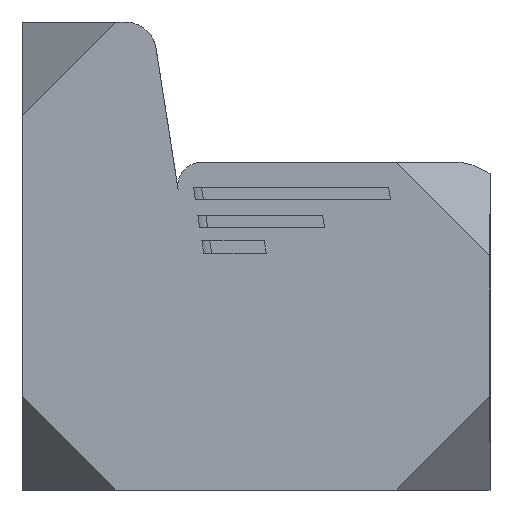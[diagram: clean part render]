
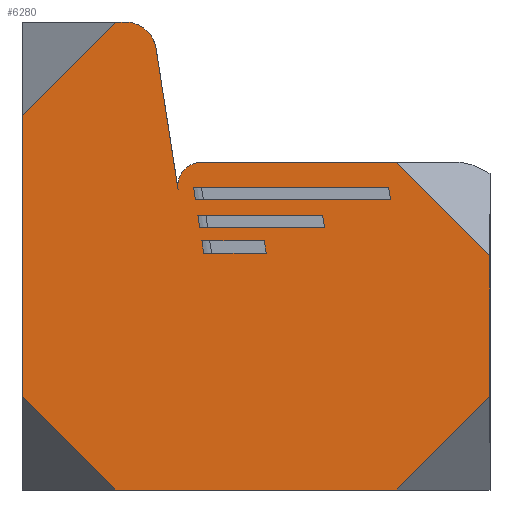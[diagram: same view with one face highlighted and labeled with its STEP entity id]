
A CAD part, left-side view. The second image highlights one B-rep face of the part: STEP entity #6280.
In plain terms, the highlighted planar face has unit normal (-1, 0, 0).
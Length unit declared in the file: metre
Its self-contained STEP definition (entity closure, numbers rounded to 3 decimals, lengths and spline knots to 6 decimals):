
#276=CIRCLE('',#6859,0.002);
#277=CIRCLE('',#6860,0.0015);
#1527=ORIENTED_EDGE('',*,*,#3052,.F.);
#1528=ORIENTED_EDGE('',*,*,#3054,.T.);
#1529=ORIENTED_EDGE('',*,*,#3045,.F.);
#1530=ORIENTED_EDGE('',*,*,#3046,.F.);
#1531=ORIENTED_EDGE('',*,*,#3080,.F.);
#1532=ORIENTED_EDGE('',*,*,#3082,.T.);
#1533=ORIENTED_EDGE('',*,*,#3073,.F.);
#1534=ORIENTED_EDGE('',*,*,#3074,.F.);
#1535=ORIENTED_EDGE('',*,*,#3038,.T.);
#1536=ORIENTED_EDGE('',*,*,#3040,.T.);
#1537=ORIENTED_EDGE('',*,*,#3031,.F.);
#1538=ORIENTED_EDGE('',*,*,#3032,.F.);
#1539=ORIENTED_EDGE('',*,*,#3154,.F.);
#1540=ORIENTED_EDGE('',*,*,#3155,.T.);
#1541=ORIENTED_EDGE('',*,*,#3156,.T.);
#1542=ORIENTED_EDGE('',*,*,#3157,.T.);
#1543=ORIENTED_EDGE('',*,*,#3158,.F.);
#1544=ORIENTED_EDGE('',*,*,#3159,.F.);
#1545=ORIENTED_EDGE('',*,*,#3135,.T.);
#1546=ORIENTED_EDGE('',*,*,#3015,.T.);
#1547=ORIENTED_EDGE('',*,*,#3064,.F.);
#1548=ORIENTED_EDGE('',*,*,#2955,.F.);
#1549=ORIENTED_EDGE('',*,*,#3091,.F.);
#1550=ORIENTED_EDGE('',*,*,#3098,.T.);
#1551=ORIENTED_EDGE('',*,*,#3160,.T.);
#2955=EDGE_CURVE('',#3800,#3802,#4342,.T.);
#3015=EDGE_CURVE('',#3834,#3835,#4394,.T.);
#3031=EDGE_CURVE('',#3849,#3845,#4408,.T.);
#3032=EDGE_CURVE('',#3850,#3849,#4409,.T.);
#3038=EDGE_CURVE('',#3850,#3854,#4414,.T.);
#3040=EDGE_CURVE('',#3854,#3845,#4416,.T.);
#3045=EDGE_CURVE('',#3859,#3855,#4420,.T.);
#3046=EDGE_CURVE('',#3860,#3859,#4421,.T.);
#3052=EDGE_CURVE('',#3864,#3860,#4426,.T.);
#3054=EDGE_CURVE('',#3864,#3855,#4428,.T.);
#3064=EDGE_CURVE('',#3802,#3835,#4436,.T.);
#3073=EDGE_CURVE('',#3876,#3872,#4443,.T.);
#3074=EDGE_CURVE('',#3877,#3876,#4444,.T.);
#3080=EDGE_CURVE('',#3881,#3877,#4449,.T.);
#3082=EDGE_CURVE('',#3881,#3872,#4451,.T.);
#3091=EDGE_CURVE('',#3887,#3800,#4455,.T.);
#3098=EDGE_CURVE('',#3887,#3893,#4462,.T.);
#3135=EDGE_CURVE('',#3920,#3834,#4488,.T.);
#3154=EDGE_CURVE('',#3936,#3937,#4505,.T.);
#3155=EDGE_CURVE('',#3936,#3938,#276,.T.);
#3156=EDGE_CURVE('',#3938,#3939,#4506,.T.);
#3157=EDGE_CURVE('',#3939,#3940,#4507,.T.);
#3158=EDGE_CURVE('',#3941,#3940,#4508,.T.);
#3159=EDGE_CURVE('',#3920,#3941,#4509,.T.);
#3160=EDGE_CURVE('',#3893,#3937,#277,.T.);
#3800=VERTEX_POINT('',#9997);
#3802=VERTEX_POINT('',#10000);
#3834=VERTEX_POINT('',#10133);
#3835=VERTEX_POINT('',#10134);
#3845=VERTEX_POINT('',#10162);
#3849=VERTEX_POINT('',#10169);
#3850=VERTEX_POINT('',#10173);
#3854=VERTEX_POINT('',#10183);
#3855=VERTEX_POINT('',#10190);
#3859=VERTEX_POINT('',#10197);
#3860=VERTEX_POINT('',#10201);
#3864=VERTEX_POINT('',#10211);
#3872=VERTEX_POINT('',#10265);
#3876=VERTEX_POINT('',#10272);
#3877=VERTEX_POINT('',#10276);
#3881=VERTEX_POINT('',#10286);
#3887=VERTEX_POINT('',#10439);
#3893=VERTEX_POINT('',#10454);
#3920=VERTEX_POINT('',#10561);
#3936=VERTEX_POINT('',#10599);
#3937=VERTEX_POINT('',#10600);
#3938=VERTEX_POINT('',#10602);
#3939=VERTEX_POINT('',#10604);
#3940=VERTEX_POINT('',#10606);
#3941=VERTEX_POINT('',#10608);
#4342=LINE('',#9999,#4893);
#4394=LINE('',#10132,#4945);
#4408=LINE('',#10170,#4959);
#4409=LINE('',#10172,#4960);
#4414=LINE('',#10184,#4965);
#4416=LINE('',#10187,#4967);
#4420=LINE('',#10198,#4971);
#4421=LINE('',#10200,#4972);
#4426=LINE('',#10212,#4977);
#4428=LINE('',#10215,#4979);
#4436=LINE('',#10233,#4987);
#4443=LINE('',#10273,#4994);
#4444=LINE('',#10275,#4995);
#4449=LINE('',#10287,#5000);
#4451=LINE('',#10290,#5002);
#4455=LINE('',#10440,#5006);
#4462=LINE('',#10455,#5013);
#4488=LINE('',#10560,#5039);
#4505=LINE('',#10598,#5056);
#4506=LINE('',#10603,#5057);
#4507=LINE('',#10605,#5058);
#4508=LINE('',#10607,#5059);
#4509=LINE('',#10609,#5060);
#4893=VECTOR('',#8037,1.);
#4945=VECTOR('',#8155,1.);
#4959=VECTOR('',#8177,1.);
#4960=VECTOR('',#8180,1.);
#4965=VECTOR('',#8189,1.);
#4967=VECTOR('',#8193,1.);
#4971=VECTOR('',#8201,1.);
#4972=VECTOR('',#8204,1.);
#4977=VECTOR('',#8213,1.);
#4979=VECTOR('',#8217,1.);
#4987=VECTOR('',#8233,1.);
#4994=VECTOR('',#8246,1.);
#4995=VECTOR('',#8249,1.);
#5000=VECTOR('',#8258,1.);
#5002=VECTOR('',#8262,1.);
#5006=VECTOR('',#8274,1.);
#5013=VECTOR('',#8285,1.);
#5039=VECTOR('',#8351,1.);
#5056=VECTOR('',#8378,1.);
#5057=VECTOR('',#8381,1.);
#5058=VECTOR('',#8382,1.);
#5059=VECTOR('',#8383,1.);
#5060=VECTOR('',#8384,1.);
#5448=EDGE_LOOP('',(#1527,#1528,#1529,#1530));
#5449=EDGE_LOOP('',(#1531,#1532,#1533,#1534));
#5450=EDGE_LOOP('',(#1535,#1536,#1537,#1538));
#5451=EDGE_LOOP('',(#1539,#1540,#1541,#1542,#1543,#1544,#1545,#1546,#1547,
#1548,#1549,#1550,#1551));
#5802=FACE_BOUND('',#5448,.T.);
#5803=FACE_BOUND('',#5449,.T.);
#5804=FACE_BOUND('',#5450,.T.);
#5805=FACE_BOUND('',#5451,.T.);
#6031=PLANE('',#6858);
#6280=ADVANCED_FACE('',(#5802,#5803,#5804,#5805),#6031,.T.);
#6858=AXIS2_PLACEMENT_3D('',#10597,#8376,#8377);
#6859=AXIS2_PLACEMENT_3D('',#10601,#8379,#8380);
#6860=AXIS2_PLACEMENT_3D('',#10610,#8385,#8386);
#8037=DIRECTION('',(0.,-1.,0.));
#8155=DIRECTION('',(0.,-0.707,0.707));
#8177=DIRECTION('',(0.,1.,0.));
#8180=DIRECTION('',(0.,0.154,0.988));
#8189=DIRECTION('',(0.,1.,0.));
#8193=DIRECTION('',(0.,0.154,0.988));
#8201=DIRECTION('',(0.,1.,0.));
#8204=DIRECTION('',(0.,0.154,0.988));
#8213=DIRECTION('',(0.,-1.,0.));
#8217=DIRECTION('',(0.,0.154,0.988));
#8233=DIRECTION('',(0.,0.,-1.));
#8246=DIRECTION('',(0.,1.,0.));
#8249=DIRECTION('',(0.,0.154,0.988));
#8258=DIRECTION('',(0.,-1.,0.));
#8262=DIRECTION('',(0.,0.154,0.988));
#8274=DIRECTION('',(0.,-0.707,-0.707));
#8285=DIRECTION('',(0.,1.,0.));
#8351=DIRECTION('',(0.,-1.,0.));
#8376=DIRECTION('',(-1.,0.,0.));
#8377=DIRECTION('',(0.,0.,-1.));
#8378=DIRECTION('',(0.,-0.154,-0.988));
#8379=DIRECTION('',(-1.,0.,0.));
#8380=DIRECTION('',(0.,0.,-1.));
#8381=DIRECTION('',(0.,1.,0.));
#8382=DIRECTION('',(0.,0.707,-0.707));
#8383=DIRECTION('',(0.,0.,1.));
#8384=DIRECTION('',(0.,0.707,0.707));
#8385=DIRECTION('',(-1.,0.,0.));
#8386=DIRECTION('',(0.,0.,-1.));
#9997=CARTESIAN_POINT('',(0.,-0.029928,0.015072));
#9999=CARTESIAN_POINT('',(0.,0.,0.015072));
#10000=CARTESIAN_POINT('',(0.,-0.03,0.015072));
#10132=CARTESIAN_POINT('',(0.,-0.01875,-0.00525));
#10133=CARTESIAN_POINT('',(0.,-0.024,0.));
#10134=CARTESIAN_POINT('',(0.,-0.03,0.006));
#10162=CARTESIAN_POINT('',(0.,-0.010995,0.0194));
#10169=CARTESIAN_POINT('',(0.,-0.0235,0.0194));
#10170=CARTESIAN_POINT('',(0.,0.,0.0194));
#10172=CARTESIAN_POINT('',(0.,-0.025897,0.004043));
#10173=CARTESIAN_POINT('',(0.,-0.023625,0.0186));
#10183=CARTESIAN_POINT('',(0.,-0.01112,0.0186));
#10184=CARTESIAN_POINT('',(0.,0.,0.0186));
#10187=CARTESIAN_POINT('',(0.,-0.01369,0.002137));
#10190=CARTESIAN_POINT('',(0.,-0.011529,0.015979));
#10197=CARTESIAN_POINT('',(0.,-0.015529,0.015979));
#10198=CARTESIAN_POINT('',(0.,0.,0.015979));
#10200=CARTESIAN_POINT('',(0.,-0.017595,0.002747));
#10201=CARTESIAN_POINT('',(0.,-0.015654,0.015179));
#10211=CARTESIAN_POINT('',(0.,-0.011654,0.015179));
#10212=CARTESIAN_POINT('',(0.,0.,0.015179));
#10215=CARTESIAN_POINT('',(0.,-0.01369,0.002137));
#10233=CARTESIAN_POINT('',(0.,-0.03,0.));
#10265=CARTESIAN_POINT('',(0.,-0.011273,0.017624));
#10272=CARTESIAN_POINT('',(0.,-0.019273,0.017624));
#10273=CARTESIAN_POINT('',(0.,0.,0.017624));
#10275=CARTESIAN_POINT('',(0.,-0.0215,0.003357));
#10276=CARTESIAN_POINT('',(0.,-0.019398,0.016824));
#10286=CARTESIAN_POINT('',(0.,-0.011398,0.016824));
#10287=CARTESIAN_POINT('',(0.,0.,0.016824));
#10290=CARTESIAN_POINT('',(0.,-0.01369,0.002137));
#10439=CARTESIAN_POINT('',(0.,-0.024,0.021));
#10440=CARTESIAN_POINT('',(0.,-0.02775,0.01725));
#10454=CARTESIAN_POINT('',(0.,-0.011486,0.021));
#10455=CARTESIAN_POINT('',(0.,-0.0225,0.021));
#10560=CARTESIAN_POINT('',(0.,-0.03,0.));
#10561=CARTESIAN_POINT('',(0.,-0.006,0.));
#10597=CARTESIAN_POINT('',(0.,0.,0.));
#10598=CARTESIAN_POINT('',(0.,-0.012702,0.001983));
#10599=CARTESIAN_POINT('',(0.,-0.008592,0.028308));
#10600=CARTESIAN_POINT('',(0.,-0.010004,0.019269));
#10601=CARTESIAN_POINT('',(0.,-0.006616,0.028));
#10602=CARTESIAN_POINT('',(0.,-0.006616,0.03));
#10603=CARTESIAN_POINT('',(0.,-0.0225,0.03));
#10604=CARTESIAN_POINT('',(0.,-0.006,0.03));
#10605=CARTESIAN_POINT('',(0.,-0.00225,0.02625));
#10606=CARTESIAN_POINT('',(0.,0.,0.024));
#10607=CARTESIAN_POINT('',(0.,0.,0.));
#10608=CARTESIAN_POINT('',(0.,0.,0.006));
#10609=CARTESIAN_POINT('',(0.,-0.01125,-0.00525));
#10610=CARTESIAN_POINT('',(0.,-0.011486,0.0195));
